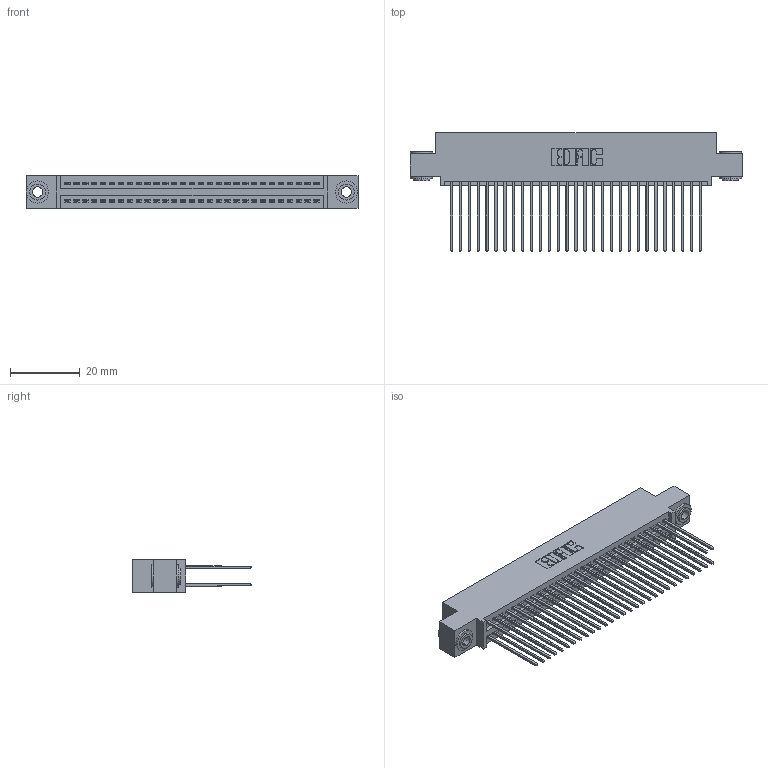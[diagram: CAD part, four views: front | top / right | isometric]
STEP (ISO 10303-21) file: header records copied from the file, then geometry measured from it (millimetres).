
FILE_DESCRIPTION (( 'STEP AP203' ), '1' );
FILE_NAME ('395-058-541-503.STEP', '2019-10-23T12:17:13', ( '' ), ( '' ), 'SwSTEP 2.0', 'SolidWorks 2016', '' );
FILE_SCHEMA (( 'CONFIG_CONTROL_DESIGN' ));
Length unit declared in the file: inch
Products named in the file (4): 345-292-001_345-293-141; 345-250-002_345-250-002-102; 395-058-541-503; 345 Part_0.110 Offset - 0.156 Dia-TH
Assembly tree (61 placements, depth 2):
  395-058-541-503
    345 Part_0.110 Offset - 0.156 Dia-TH
    345-292-001_345-293-141  x58
    345-250-002_345-250-002-102  x2
Bounding box: 94.87 x 33.96 x 9.4 mm (x, y, z)
Volume: 9373.8 mm3; surface area: 15466.2 mm2
Topology: 61 solids, 61 shells, 3068 faces, 9071 edges, 5966 vertices
Faces by surface type: plane 2008, cylinder 1052, cone 8
Entity records: 25304 total; most frequent: CARTESIAN_POINT 4231, ORIENTED_EDGE 4158, DIRECTION 3777, EDGE_CURVE 2079, VECTOR 1807, LINE 1807, VERTEX_POINT 1382, AXIS2_PLACEMENT_3D 985
